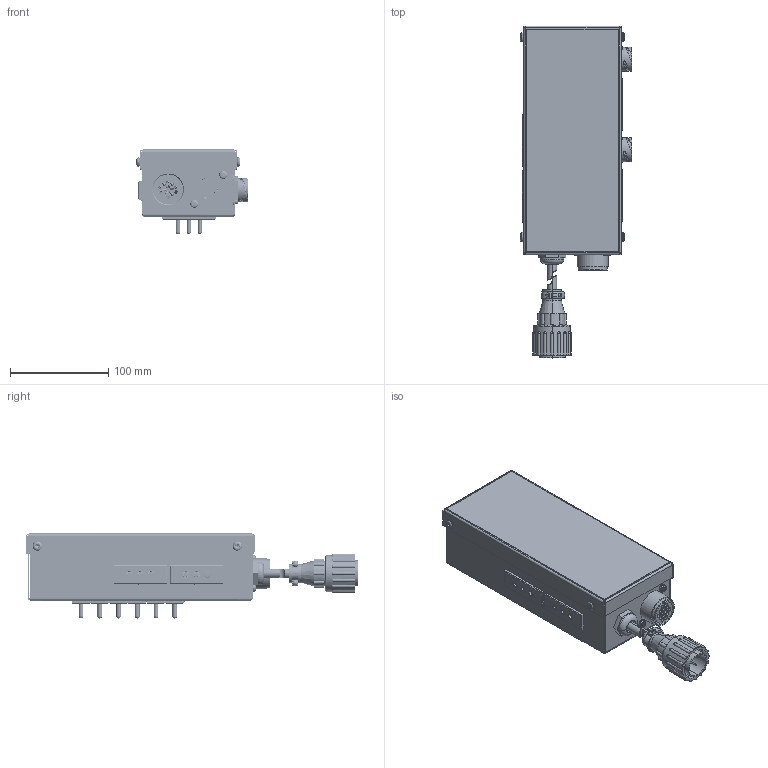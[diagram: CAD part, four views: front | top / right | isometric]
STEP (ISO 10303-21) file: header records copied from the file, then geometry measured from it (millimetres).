
FILE_DESCRIPTION (( 'STEP AP203' ), '1' );
FILE_NAME ('Infrared_Connection_Box.STEP', '2017-11-15T08:21:50', ( 'ITS' ), ( 'ITW Welding Group' ), 'SwSTEP 2.0', 'SolidWorks 2016', '' );
FILE_SCHEMA (( 'CONFIG_CONTROL_DESIGN' ));
Length unit declared in the file: inch
Products named in the file (1): Infrared_Connection_Box
Bounding box: 113.29 x 337.56 x 86.51 mm (x, y, z)
Volume: 353409.5 mm3; surface area: 411942.3 mm2
Topology: 45 solids, 45 shells, 4156 faces, 10839 edges, 6888 vertices
Faces by surface type: plane 2212, cylinder 1369, torus 188, cone 163, bspline 144, sphere 80
Entity records: 138102 total; most frequent: CARTESIAN_POINT 36223, ORIENTED_EDGE 21470, DIRECTION 21055, EDGE_CURVE 10735, AXIS2_PLACEMENT_3D 7556, VERTEX_POINT 6852, LINE 5943, VECTOR 5943
